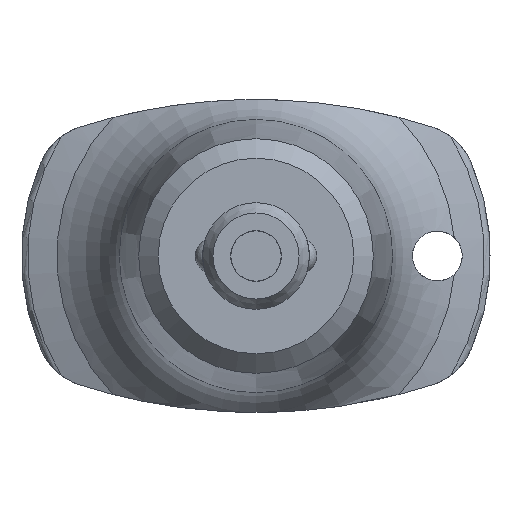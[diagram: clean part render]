
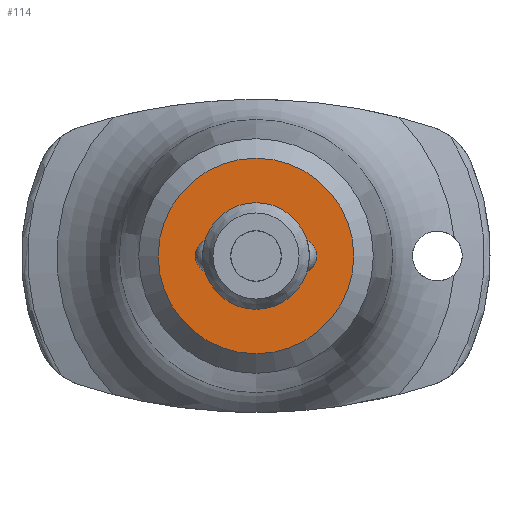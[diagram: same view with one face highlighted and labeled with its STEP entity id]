
A CAD part, front view. The second image highlights one B-rep face of the part: STEP entity #114.
In plain terms, the highlighted planar face has unit normal (0, -1, 0).
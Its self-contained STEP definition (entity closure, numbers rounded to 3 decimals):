
#114 = ADVANCED_FACE( '', ( #256, #257 ), #258, .T. );
#256 = FACE_OUTER_BOUND( '', #422, .T. );
#257 = FACE_BOUND( '', #423, .T. );
#258 = PLANE( '', #424 );
#422 = EDGE_LOOP( '', ( #710 ) );
#423 = EDGE_LOOP( '', ( #711 ) );
#424 = AXIS2_PLACEMENT_3D( '', #712, #713, #714 );
#710 = ORIENTED_EDGE( '', *, *, #915, .T. );
#711 = ORIENTED_EDGE( '', *, *, #925, .F. );
#712 = CARTESIAN_POINT( '', ( 1.425, 0., 0. ) );
#713 = DIRECTION( '', ( 0., -1., 0. ) );
#714 = DIRECTION( '', ( 0., 0., -1. ) );
#915 = EDGE_CURVE( '', #1079, #1079, #1080, .T. );
#925 = EDGE_CURVE( '', #1093, #1093, #1094, .T. );
#1079 = VERTEX_POINT( '', #1580 );
#1080 = CIRCLE( '', #1581, 5.5 );
#1093 = VERTEX_POINT( '', #1618 );
#1094 = CIRCLE( '', #1619, 3. );
#1580 = CARTESIAN_POINT( '', ( 0., 0., -5.5 ) );
#1581 = AXIS2_PLACEMENT_3D( '', #1898, #1899, #1900 );
#1618 = CARTESIAN_POINT( '', ( 0., 0., -3. ) );
#1619 = AXIS2_PLACEMENT_3D( '', #1902, #1903, #1904 );
#1898 = CARTESIAN_POINT( '', ( 0., 0., 0. ) );
#1899 = DIRECTION( '', ( 0., -1., 0. ) );
#1900 = DIRECTION( '', ( 0., 0., -1. ) );
#1902 = CARTESIAN_POINT( '', ( 0., 0., 0. ) );
#1903 = DIRECTION( '', ( 0., -1., 0. ) );
#1904 = DIRECTION( '', ( 0., 0., -1. ) );
